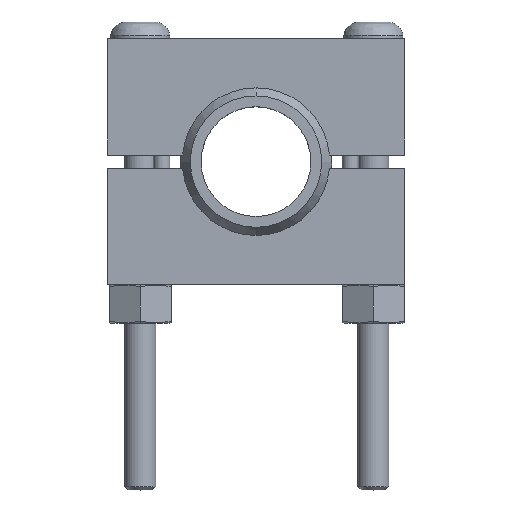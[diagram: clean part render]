
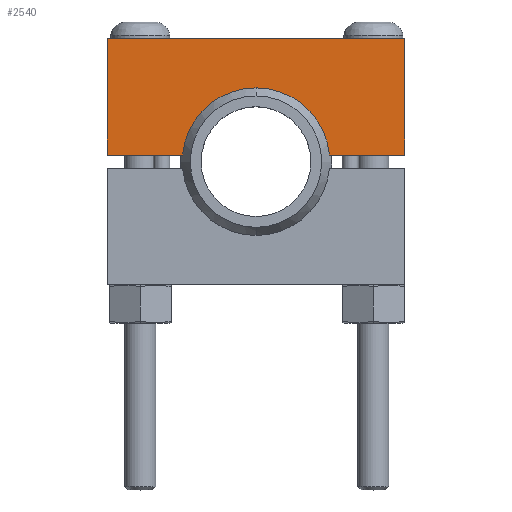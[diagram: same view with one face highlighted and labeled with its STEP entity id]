
A CAD part, top view. The second image highlights one B-rep face of the part: STEP entity #2540.
In plain terms, the highlighted planar face has unit normal (0, 0, 1).
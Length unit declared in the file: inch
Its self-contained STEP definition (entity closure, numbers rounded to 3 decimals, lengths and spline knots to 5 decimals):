
#144=CARTESIAN_POINT('',(0.,0.75,0.23021));
#145=DIRECTION('',(0.,0.,1.));
#146=DIRECTION('',(0.996,0.089,0.));
#147=AXIS2_PLACEMENT_3D('',#144,#145,#146);
#154=CARTESIAN_POINT('',(0.,0.75,0.23021));
#155=DIRECTION('',(0.,0.,1.));
#156=DIRECTION('',(0.,1.,0.));
#157=AXIS2_PLACEMENT_3D('',#154,#155,#156);
#212=DIRECTION('',(1.,0.,0.));
#213=VECTOR('',#212,0.4572);
#214=CARTESIAN_POINT('',(-0.905,0.79,0.23021));
#215=LINE('',#214,#213);
#216=DIRECTION('',(0.,-1.,0.));
#217=VECTOR('',#216,0.71);
#218=CARTESIAN_POINT('',(-0.905,1.5,0.23021));
#219=LINE('',#218,#217);
#220=DIRECTION('',(-1.,0.,0.));
#221=VECTOR('',#220,1.81);
#222=CARTESIAN_POINT('',(0.905,1.5,0.23021));
#223=LINE('',#222,#221);
#224=DIRECTION('',(0.,1.,0.));
#225=VECTOR('',#224,0.71);
#226=CARTESIAN_POINT('',(0.905,0.79,0.23021));
#227=LINE('',#226,#225);
#228=DIRECTION('',(1.,0.,0.));
#229=VECTOR('',#228,0.4572);
#230=CARTESIAN_POINT('',(0.4478,0.79,0.23021));
#231=LINE('',#230,#229);
#1905=CARTESIAN_POINT('',(0.905,0.79,0.23021));
#1906=CARTESIAN_POINT('',(0.905,1.5,0.23021));
#1907=VERTEX_POINT('',#1905);
#1908=VERTEX_POINT('',#1906);
#1909=CARTESIAN_POINT('',(-0.905,1.5,0.23021));
#1910=VERTEX_POINT('',#1909);
#1911=CARTESIAN_POINT('',(-0.905,0.79,0.23021));
#1912=VERTEX_POINT('',#1911);
#1927=CARTESIAN_POINT('',(0.4478,0.79,0.23021));
#1928=CARTESIAN_POINT('',(0.,1.19958,0.23021));
#1929=VERTEX_POINT('',#1927);
#1930=VERTEX_POINT('',#1928);
#1931=CARTESIAN_POINT('',(-0.4478,0.79,0.23021));
#1932=VERTEX_POINT('',#1931);
#2524=CARTESIAN_POINT('',(0.,1.5,0.23021));
#2525=DIRECTION('',(0.,0.,1.));
#2526=DIRECTION('',(-1.,0.,0.));
#2527=AXIS2_PLACEMENT_3D('',#2524,#2525,#2526);
#2528=PLANE('',#2527);
#2529=ORIENTED_EDGE('',*,*,#2457,.T.);
#2530=ORIENTED_EDGE('',*,*,#2472,.T.);
#2531=ORIENTED_EDGE('',*,*,#2488,.F.);
#2532=ORIENTED_EDGE('',*,*,#2518,.F.);
#2533=ORIENTED_EDGE('',*,*,#2372,.F.);
#2535=ORIENTED_EDGE('',*,*,#2534,.F.);
#2537=ORIENTED_EDGE('',*,*,#2536,.F.);
#2538=EDGE_LOOP('',(#2529,#2530,#2531,#2532,#2533,#2535,#2537));
#2539=FACE_OUTER_BOUND('',#2538,.F.);
#2540=ADVANCED_FACE('',(#2539),#2528,.T.);
#148=CIRCLE('',#147,0.44958);
#158=CIRCLE('',#157,0.44958);
#2372=EDGE_CURVE('',#1908,#1910,#223,.T.);
#2457=EDGE_CURVE('',#1929,#1930,#148,.T.);
#2472=EDGE_CURVE('',#1930,#1932,#158,.T.);
#2488=EDGE_CURVE('',#1912,#1932,#215,.T.);
#2518=EDGE_CURVE('',#1910,#1912,#219,.T.);
#2534=EDGE_CURVE('',#1907,#1908,#227,.T.);
#2536=EDGE_CURVE('',#1929,#1907,#231,.T.);
